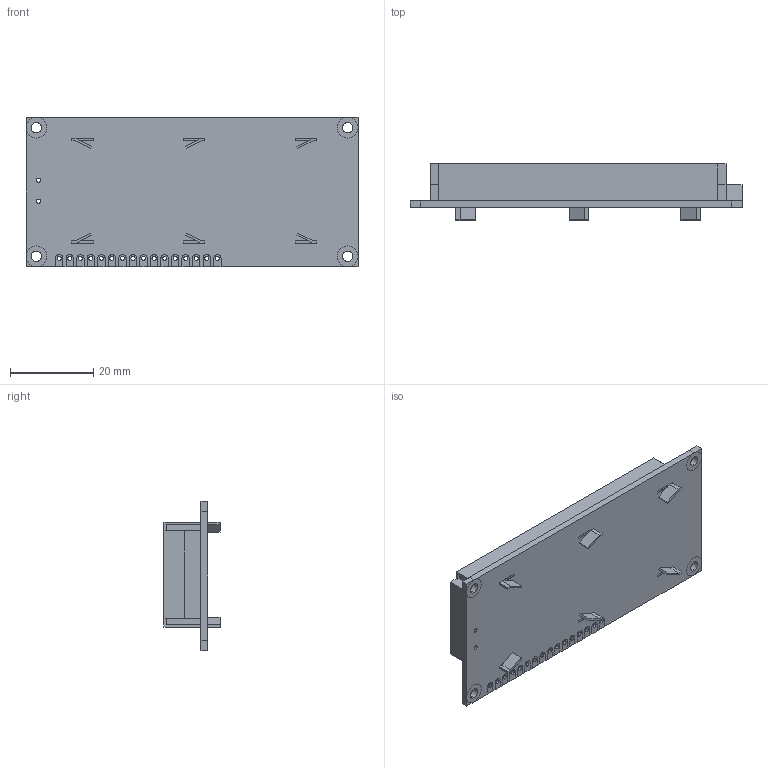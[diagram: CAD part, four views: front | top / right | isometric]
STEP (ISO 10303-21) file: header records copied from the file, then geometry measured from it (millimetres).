
FILE_DESCRIPTION (( 'STEP AP214' ), '1' );
FILE_NAME ('RC1602B-BIW-CSV.STEP', '2020-02-25T00:25:32', ( '' ), ( '' ), 'SwSTEP 2.0', 'SolidWorks 2017', '' );
FILE_SCHEMA (( 'AUTOMOTIVE_DESIGN' ));
Length unit declared in the file: millimetre
Products named in the file (1): RC1602B-BIW-CSV
Bounding box: 80 x 13.5 x 36 mm (x, y, z)
Volume: 20159 mm3; surface area: 15545.5 mm2
Topology: 31 solids, 31 shells, 476 faces, 1218 edges, 810 vertices
Faces by surface type: plane 321, cylinder 155
Entity records: 14829 total; most frequent: CARTESIAN_POINT 2505, DIRECTION 2483, ORIENTED_EDGE 2436, EDGE_CURVE 1218, LINE 907, VECTOR 907, VERTEX_POINT 810, AXIS2_PLACEMENT_3D 788
